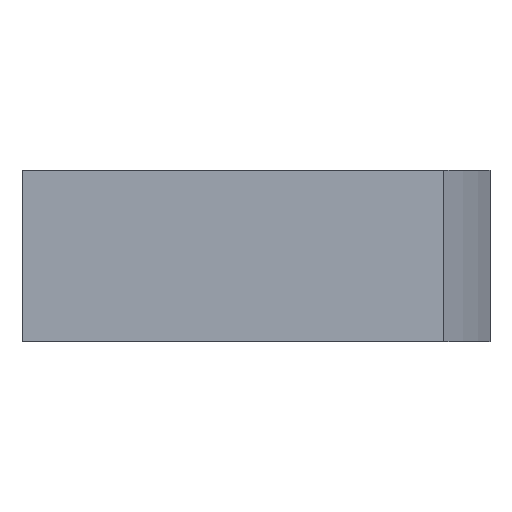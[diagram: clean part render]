
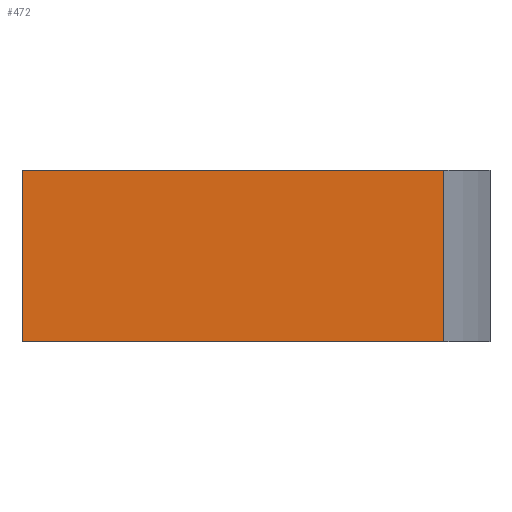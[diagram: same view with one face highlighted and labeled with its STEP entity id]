
A CAD part, left-side view. The second image highlights one B-rep face of the part: STEP entity #472.
In plain terms, the highlighted planar face has unit normal (-1, 0, 0).
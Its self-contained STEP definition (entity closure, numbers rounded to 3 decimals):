
#32=PLANE('',#522);
#56=FACE_OUTER_BOUND('',#80,.T.);
#80=EDGE_LOOP('',(#439,#440,#441,#442));
#111=LINE('',#733,#165);
#115=LINE('',#747,#169);
#119=LINE('',#753,#173);
#134=LINE('',#784,#188);
#165=VECTOR('',#591,10.);
#169=VECTOR('',#607,10.);
#173=VECTOR('',#613,10.);
#188=VECTOR('',#648,10.);
#232=VERTEX_POINT('',#730);
#233=VERTEX_POINT('',#732);
#236=VERTEX_POINT('',#744);
#237=VERTEX_POINT('',#746);
#284=EDGE_CURVE('',#233,#232,#111,.T.);
#291=EDGE_CURVE('',#236,#237,#115,.T.);
#295=EDGE_CURVE('',#236,#233,#119,.T.);
#310=EDGE_CURVE('',#237,#232,#134,.T.);
#439=ORIENTED_EDGE('',*,*,#295,.T.);
#440=ORIENTED_EDGE('',*,*,#284,.T.);
#441=ORIENTED_EDGE('',*,*,#310,.F.);
#442=ORIENTED_EDGE('',*,*,#291,.F.);
#472=ADVANCED_FACE('',(#56),#32,.T.);
#522=AXIS2_PLACEMENT_3D('',#785,#649,#650);
#591=DIRECTION('',(0.,1.,0.));
#607=DIRECTION('',(0.,1.,0.));
#613=DIRECTION('',(0.,0.,1.));
#648=DIRECTION('',(0.,0.,1.));
#649=DIRECTION('center_axis',(-1.,0.,0.));
#650=DIRECTION('ref_axis',(0.,0.,1.));
#730=CARTESIAN_POINT('',(0.,43.,17.));
#732=CARTESIAN_POINT('',(0.,1.087,17.));
#733=CARTESIAN_POINT('',(0.,0.,17.));
#744=CARTESIAN_POINT('',(0.,1.087,0.));
#746=CARTESIAN_POINT('',(0.,43.,0.));
#747=CARTESIAN_POINT('',(0.,0.,0.));
#753=CARTESIAN_POINT('',(0.,1.087,17.));
#784=CARTESIAN_POINT('',(0.,43.,17.));
#785=CARTESIAN_POINT('Origin',(0.,0.,0.));
